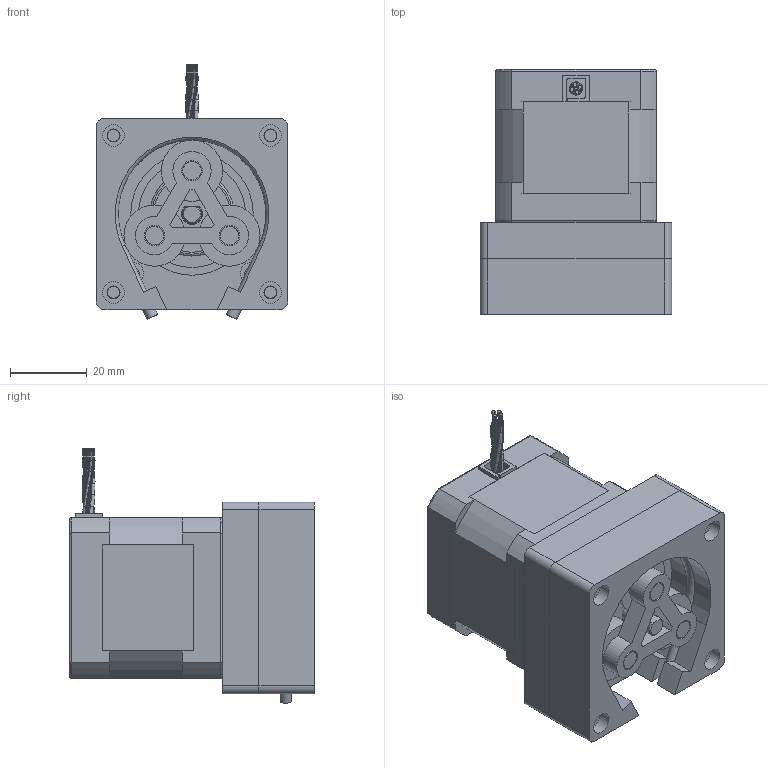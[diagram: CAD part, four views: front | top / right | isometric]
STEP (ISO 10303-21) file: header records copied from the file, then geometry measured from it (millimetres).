
FILE_DESCRIPTION(/* description */ (''),/* implementation_level */ '2;1');
FILE_NAME(/* name */ 'Main_Assembly.stp',/* time_stamp */ '2022-01-12T11:00:16-05:00',/* author */ (''),/* organization */ (''),/* preprocessor_version */ 'ST-DEVELOPER v16.7',/* originating_system */ 'SIEMENS PLM Software NX 12.0',/* authorisation */ '');
FILE_SCHEMA (('AUTOMOTIVE_DESIGN { 1 0 10303 214 3 1 1 1 }'));
Length unit declared in the file: millimetre
Products named in the file (27): Copper-2of4; Cable-4of4; Copper-3of4; Cable-3of4; Copper-4of4; Cable-2of4; Copper-1of4; Cable-1of4; M3x34-Screw003; M3x34-Screw002; M3x34-Screw001; M3x34-Screw; Core; Bearing dummy 01; Bearing dummy; Housing3911; Connenctor; Backplate; Frontplate; Coupler_connector; Tubing; Housing; Bearings; Shaft_Coupler; Motor_Connector; Stepper_Motor; Main_Assembly
Assembly tree (28 placements, depth 3):
  Main_Assembly
    Stepper_Motor
      Frontplate
      Backplate
      Connenctor
      Housing3911
      Bearing dummy
      Bearing dummy 01
      Core
      M3x34-Screw
      M3x34-Screw001
      M3x34-Screw002
      M3x34-Screw003
      Cable-1of4
      Copper-1of4
      Cable-2of4
      Copper-4of4
      Cable-3of4
      Copper-3of4
      Cable-4of4
      Copper-2of4
    Motor_Connector
    Shaft_Coupler
    Bearings  x3
    Housing
    Tubing
    Coupler_connector
Bounding box: 50 x 64 x 66.53 mm (x, y, z)
Volume: 93267.3 mm3; surface area: 54672.2 mm2
Topology: 27 solids, 27 shells, 827 faces, 1864 edges, 1141 vertices
Faces by surface type: bspline 352, plane 257, cylinder 154, torus 35, cone 29
Full cylindrical faces by diameter (mm): 2.46 x12, 3 x10, 3.1 x4, 3.4 x8, 4.8 x3, 5 x4, 5.35 x3, 5.5 x1, 5.7 x9, 6 x4, 8 x5, 11.4 x4, 12 x6, 16 x4, 17.8 x4, 18.4 x4, 22 x5, 28 x3, 30 x2, 32 x1, 35 x1
Entity records: 32869 total; most frequent: CARTESIAN_POINT 13138, ORIENTED_EDGE 3606, DIRECTION 3462, EDGE_CURVE 1803, AXIS2_PLACEMENT_3D 1341, VERTEX_POINT 1121, EDGE_LOOP 978, CIRCLE 843
